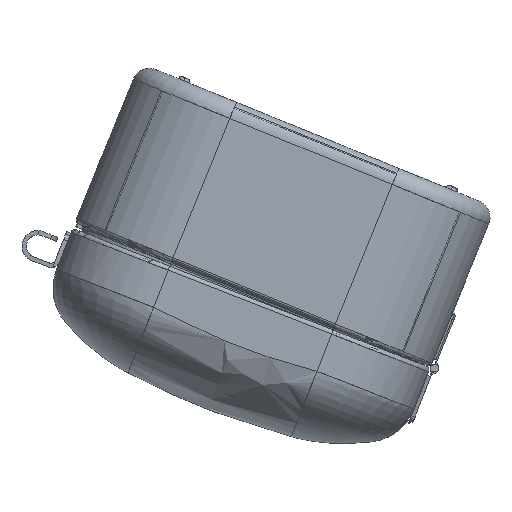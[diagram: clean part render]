
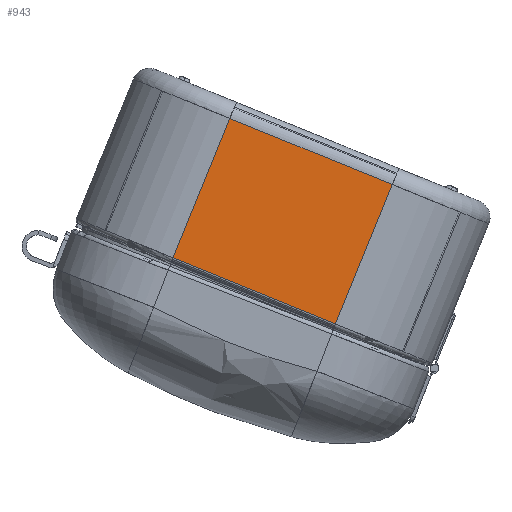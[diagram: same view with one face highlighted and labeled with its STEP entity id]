
A CAD part, left-side view. The second image highlights one B-rep face of the part: STEP entity #943.
In plain terms, the highlighted planar face has unit normal (-1, 0, 0).
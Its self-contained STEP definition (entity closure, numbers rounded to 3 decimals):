
#943=ADVANCED_FACE('',(#2843),#2844,.T.);
#2843=FACE_OUTER_BOUND('',#11841,.T.);
#2844=PLANE('',#11842);
#11841=EDGE_LOOP('',(#18653,#18654,#18655,#18656));
#11842=AXIS2_PLACEMENT_3D('',#18657,#18658,#18659);
#18653=ORIENTED_EDGE('',*,*,#21546,.F.);
#18654=ORIENTED_EDGE('',*,*,#21030,.F.);
#18655=ORIENTED_EDGE('',*,*,#21556,.F.);
#18656=ORIENTED_EDGE('',*,*,#21554,.T.);
#18657=CARTESIAN_POINT('',(309.73,612.657,25.834));
#18658=DIRECTION('',(-1.,0.,0.));
#18659=DIRECTION('',(0.,1.0,0.0));
#21030=EDGE_CURVE('',#24111,#24113,#24114,.T.);
#21546=EDGE_CURVE('',#24113,#24600,#24934,.T.);
#21554=EDGE_CURVE('',#24943,#24600,#24944,.T.);
#21556=EDGE_CURVE('',#24943,#24111,#24946,.T.);
#24111=VERTEX_POINT('',#31930);
#24113=VERTEX_POINT('',#31932);
#24114=LINE('',#31933,#31934);
#24600=VERTEX_POINT('',#32802);
#24934=LINE('',#33795,#33796);
#24943=VERTEX_POINT('',#33806);
#24944=LINE('',#33807,#33808);
#24946=LINE('',#33810,#33811);
#31930=CARTESIAN_POINT('',(309.73,467.311,-44.133));
#31932=CARTESIAN_POINT('',(309.73,500.001,-124.434));
#31933=CARTESIAN_POINT('',(309.73,500.491,-125.638));
#31934=VECTOR('',#36587,10.0);
#32802=CARTESIAN_POINT('',(309.73,593.546,-86.352));
#33795=CARTESIAN_POINT('',(309.73,597.946,-84.561));
#33796=VECTOR('',#37612,10.0);
#33806=CARTESIAN_POINT('',(309.73,560.856,-6.051));
#33807=CARTESIAN_POINT('',(309.73,594.037,-87.556));
#33808=VECTOR('',#37632,10.0);
#33810=CARTESIAN_POINT('',(309.73,565.256,-4.26));
#33811=VECTOR('',#37636,10.0);
#36587=DIRECTION('',(0.,0.377,-0.926));
#37612=DIRECTION('',(0.,0.926,0.377));
#37632=DIRECTION('',(0.,0.377,-0.926));
#37636=DIRECTION('',(0.,-0.926,-0.377));
